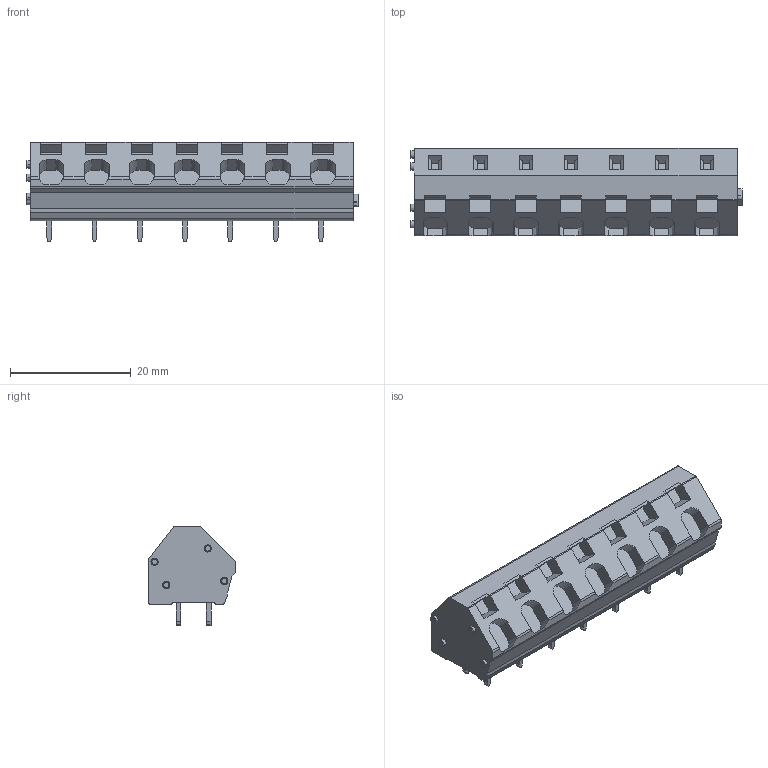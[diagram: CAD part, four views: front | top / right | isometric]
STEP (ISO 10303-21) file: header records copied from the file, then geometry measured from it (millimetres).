
FILE_DESCRIPTION(('CATIA V5 STEP','CAx-IF Rec.Pracs.--- Model Styling and Organization---1.2---2011-12-15'),'2;1');
FILE_NAME ('D1460231_0', '2018-09-08T12:56:20+00:00', ('none'), ('Weidmueller'), 'CATIA Version 5-6 Release 2014', 'CATIA V5 STEP AP214', 'none');
FILE_SCHEMA(('AUTOMOTIVE_DESIGN { 1 0 10303 214 1 1 1 1 }'));
Length unit declared in the file: millimetre
Products named in the file (1): 1952620000
Bounding box: 55 x 14.5 x 16.48 mm (x, y, z)
Volume: 7294.3 mm3; surface area: 3760.6 mm2
Topology: 15 solids, 15 shells, 489 faces, 1318 edges, 878 vertices
Faces by surface type: plane 337, cylinder 106, cone 46
Entity records: 14504 total; most frequent: CARTESIAN_POINT 3085, ORIENTED_EDGE 2636, DIRECTION 1843, EDGE_CURVE 1318, VERTEX_POINT 878, VECTOR 862, LINE 862, AXIS2_PLACEMENT_3D 628
